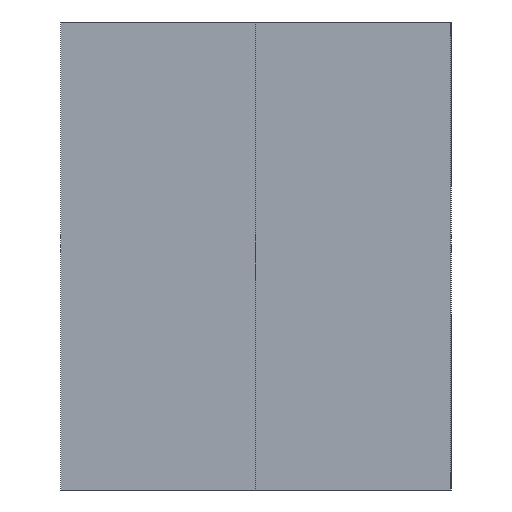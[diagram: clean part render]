
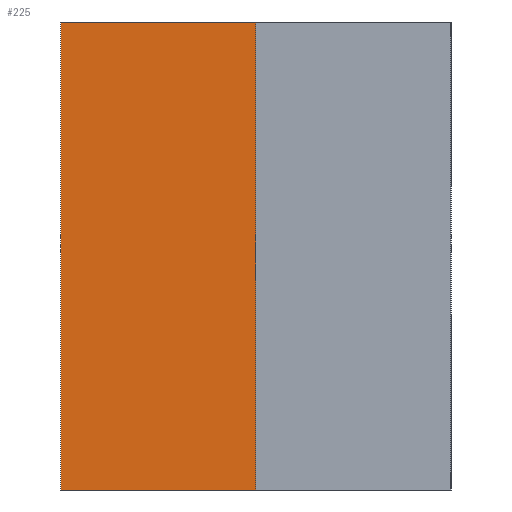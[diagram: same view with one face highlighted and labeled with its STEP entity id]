
A CAD part, left-side view. The second image highlights one B-rep face of the part: STEP entity #225.
In plain terms, the highlighted planar face has unit normal (-1, 0, 0).
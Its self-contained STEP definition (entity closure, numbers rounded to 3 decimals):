
#25=FACE_OUTER_BOUND('',#37,.T.);
#37=EDGE_LOOP('',(#155,#156,#157,#158));
#53=LINE('',#340,#79);
#54=LINE('',#342,#80);
#55=LINE('',#344,#81);
#56=LINE('',#345,#82);
#79=VECTOR('',#280,10.);
#80=VECTOR('',#281,10.);
#81=VECTOR('',#282,10.);
#82=VECTOR('',#283,10.);
#105=VERTEX_POINT('',#338);
#106=VERTEX_POINT('',#339);
#107=VERTEX_POINT('',#341);
#108=VERTEX_POINT('',#343);
#125=EDGE_CURVE('',#105,#106,#53,.T.);
#126=EDGE_CURVE('',#107,#105,#54,.T.);
#127=EDGE_CURVE('',#108,#107,#55,.T.);
#128=EDGE_CURVE('',#106,#108,#56,.T.);
#155=ORIENTED_EDGE('',*,*,#125,.F.);
#156=ORIENTED_EDGE('',*,*,#126,.F.);
#157=ORIENTED_EDGE('',*,*,#127,.F.);
#158=ORIENTED_EDGE('',*,*,#128,.F.);
#215=PLANE('',#260);
#225=ADVANCED_FACE('',(#25),#215,.F.);
#260=AXIS2_PLACEMENT_3D('',#337,#278,#279);
#278=DIRECTION('center_axis',(1.,0.,0.));
#279=DIRECTION('ref_axis',(0.,-1.,0.));
#280=DIRECTION('',(0.,1.,0.));
#281=DIRECTION('',(0.,0.,-1.));
#282=DIRECTION('',(0.,-1.,0.));
#283=DIRECTION('',(0.,0.,1.));
#337=CARTESIAN_POINT('Origin',(40.,25.,0.));
#338=CARTESIAN_POINT('',(40.,12.5,-30.));
#339=CARTESIAN_POINT('',(40.,25.,-30.));
#340=CARTESIAN_POINT('',(40.,12.5,-30.));
#341=CARTESIAN_POINT('',(40.,12.5,0.));
#342=CARTESIAN_POINT('',(40.,12.5,0.));
#343=CARTESIAN_POINT('',(40.,25.,0.));
#344=CARTESIAN_POINT('',(40.,25.,0.));
#345=CARTESIAN_POINT('',(40.,25.,-15.));
